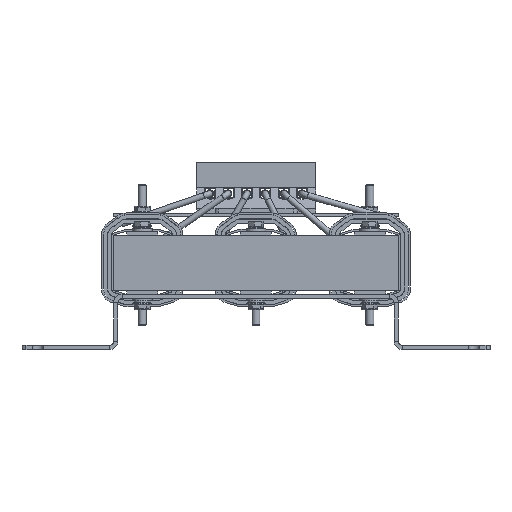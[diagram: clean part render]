
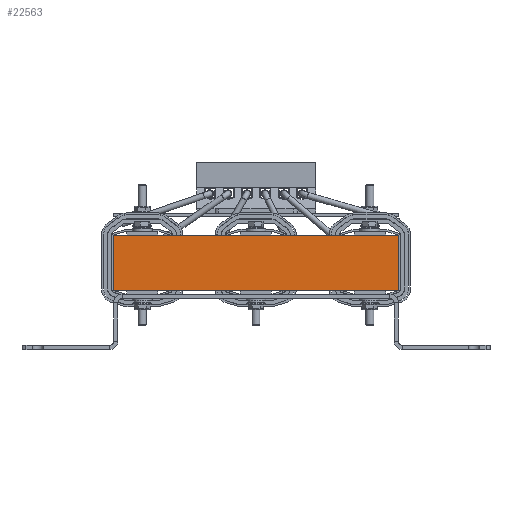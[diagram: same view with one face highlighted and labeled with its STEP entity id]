
A CAD part, front view. The second image highlights one B-rep face of the part: STEP entity #22563.
In plain terms, the highlighted planar face has unit normal (0, -1, 0).
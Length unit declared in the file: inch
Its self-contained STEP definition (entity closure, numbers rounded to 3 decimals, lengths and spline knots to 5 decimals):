
#1606=FACE_OUTER_BOUND('',#2903,.T.);
#2903=EDGE_LOOP('',(#15822,#15823,#15824,#15825));
#5123=LINE('',#32889,#7470);
#5128=LINE('',#32898,#7475);
#5132=LINE('',#32906,#7479);
#5133=LINE('',#32908,#7480);
#7470=VECTOR('',#26862,0.3937);
#7475=VECTOR('',#26869,0.3937);
#7479=VECTOR('',#26877,0.3937);
#7480=VECTOR('',#26880,0.3937);
#9767=VERTEX_POINT('',#32885);
#9769=VERTEX_POINT('',#32888);
#9771=VERTEX_POINT('',#32894);
#9774=VERTEX_POINT('',#32904);
#12080=EDGE_CURVE('',#9769,#9767,#5123,.T.);
#12085=EDGE_CURVE('',#9771,#9769,#5128,.T.);
#12089=EDGE_CURVE('',#9767,#9774,#5132,.T.);
#12090=EDGE_CURVE('',#9774,#9771,#5133,.T.);
#15822=ORIENTED_EDGE('',*,*,#12090,.T.);
#15823=ORIENTED_EDGE('',*,*,#12085,.T.);
#15824=ORIENTED_EDGE('',*,*,#12080,.T.);
#15825=ORIENTED_EDGE('',*,*,#12089,.T.);
#21659=PLANE('',#24449);
#22563=ADVANCED_FACE('',(#1606),#21659,.T.);
#24449=AXIS2_PLACEMENT_3D('',#32907,#26878,#26879);
#26862=DIRECTION('',(1.,0.,0.));
#26869=DIRECTION('',(0.,0.,-1.));
#26877=DIRECTION('',(0.,0.,1.));
#26878=DIRECTION('center_axis',(0.,-1.,0.));
#26879=DIRECTION('ref_axis',(0.,0.,-1.));
#26880=DIRECTION('',(-1.,0.,0.));
#32885=CARTESIAN_POINT('',(7.71526,-0.95864,-0.875));
#32888=CARTESIAN_POINT('',(-1.28474,-0.95864,-0.875));
#32889=CARTESIAN_POINT('',(7.71526,-0.95864,-0.875));
#32894=CARTESIAN_POINT('',(-1.28474,-0.95864,0.875));
#32898=CARTESIAN_POINT('',(-1.28474,-0.95864,0.));
#32904=CARTESIAN_POINT('',(7.71526,-0.95864,0.875));
#32906=CARTESIAN_POINT('',(7.71526,-0.95864,0.));
#32907=CARTESIAN_POINT('Origin',(7.71526,-0.95864,0.));
#32908=CARTESIAN_POINT('',(7.71526,-0.95864,0.875));
